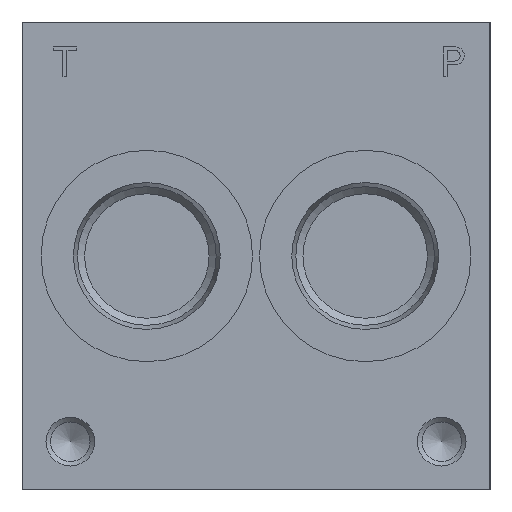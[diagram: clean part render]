
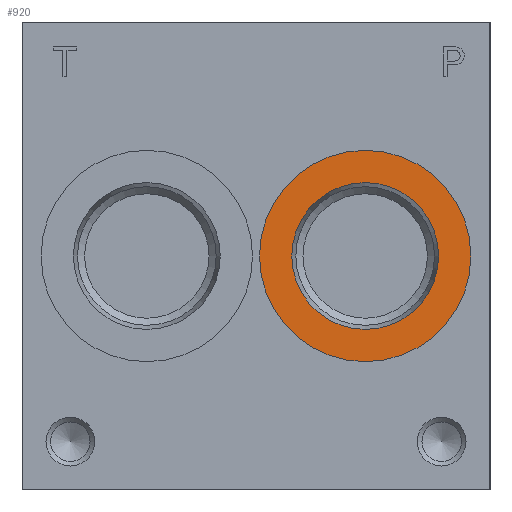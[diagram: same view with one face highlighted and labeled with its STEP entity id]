
A CAD part, left-side view. The second image highlights one B-rep face of the part: STEP entity #920.
In plain terms, the highlighted planar face has unit normal (-1, 0, 0).
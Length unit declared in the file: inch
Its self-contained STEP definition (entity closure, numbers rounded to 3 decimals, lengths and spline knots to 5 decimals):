
#920 = ADVANCED_FACE( '', ( #2454, #2455 ), #2456, .T. );
#2454 = FACE_BOUND( '', #4887, .T. );
#2455 = FACE_OUTER_BOUND( '', #4888, .T. );
#2456 = PLANE( '', #4889 );
#4887 = EDGE_LOOP( '', ( #7742 ) );
#4888 = EDGE_LOOP( '', ( #7743 ) );
#4889 = AXIS2_PLACEMENT_3D( '', #7744, #7745, #7746 );
#7742 = ORIENTED_EDGE( '', *, *, #12845, .T. );
#7743 = ORIENTED_EDGE( '', *, *, #12846, .F. );
#7744 = CARTESIAN_POINT( '', ( 0.031, 1.4775, 1.5 ) );
#7745 = DIRECTION( '', ( -1., 0., 0. ) );
#7746 = DIRECTION( '', ( 0., 0., 1. ) );
#12845 = EDGE_CURVE( '', #15205, #15205, #15206, .T. );
#12846 = EDGE_CURVE( '', #15207, #15207, #15208, .T. );
#15205 = VERTEX_POINT( '', #18492 );
#15206 = CIRCLE( '', #18493, 0.4705 );
#15207 = VERTEX_POINT( '', #18494 );
#15208 = CIRCLE( '', #18495, 0.6775 );
#18492 = CARTESIAN_POINT( '', ( 0.031, 0.8, 1.0295 ) );
#18493 = AXIS2_PLACEMENT_3D( '', #22019, #22020, #22021 );
#18494 = CARTESIAN_POINT( '', ( 0.031, 0.8, 0.8225 ) );
#18495 = AXIS2_PLACEMENT_3D( '', #22022, #22023, #22024 );
#22019 = CARTESIAN_POINT( '', ( 0.031, 0.8, 1.5 ) );
#22020 = DIRECTION( '', ( 1., 0., 0. ) );
#22021 = DIRECTION( '', ( 0., 0., -1. ) );
#22022 = CARTESIAN_POINT( '', ( 0.031, 0.8, 1.5 ) );
#22023 = DIRECTION( '', ( 1., 0., 0. ) );
#22024 = DIRECTION( '', ( 0., 0., -1. ) );
